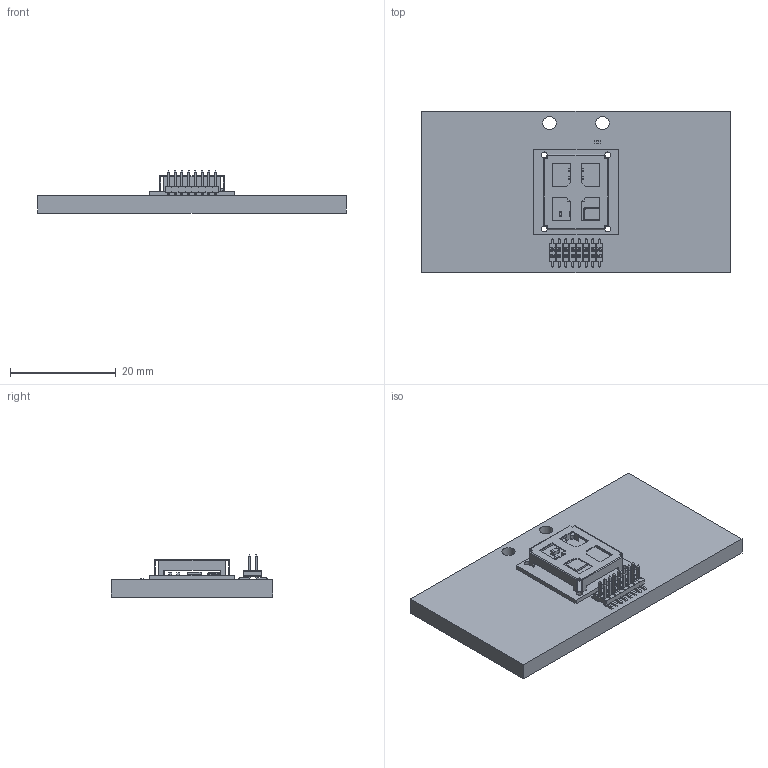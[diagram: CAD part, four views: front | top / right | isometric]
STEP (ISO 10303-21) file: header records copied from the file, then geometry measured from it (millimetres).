
FILE_DESCRIPTION(('Open CASCADE Model'),'2;1');
FILE_NAME('Open CASCADE Shape Model','2018-02-01T15:07:26',('Author'),( 'Open CASCADE'),'Open CASCADE STEP processor 6.8','Open CASCADE 6.8' ,'Unknown');
FILE_SCHEMA(('AUTOMOTIVE_DESIGN { 1 0 10303 214 1 1 1 1 }'));
Length unit declared in the file: millimetre
Products named in the file (33): PCB; Board; M1; STEP_Model_280022-004_20170420; S1; 200284-003_ShieldBox; U100; 1164010352; Sphere; 1048604392; Extruded; R101; User_Library-res0402-1; C105; User_Library-SMD_CAPACITOR0402; C106; C100; User_Library-SMD_CAPACITOR0603; C101; C102; C103; C104; R100; Y100; tsx-3225; P1; m50-3600842_asm; M50-350-MLD; M50-360-CONTACT; 0402_0_0000_R; Open_CASCADE_STEP_translator_6.2_6.1
Assembly tree (96 placements, depth 6):
  PCB
    Board
    M1
      STEP_Model_280022-004_20170420
        Board
        S1
          200284-003_ShieldBox
        U100
          1164010352  x44
            Sphere
          1048604392
            Extruded
        R101
          User_Library-res0402-1
        C105
          User_Library-SMD_CAPACITOR0402
        C106
          User_Library-SMD_CAPACITOR0402
        C100
          User_Library-SMD_CAPACITOR0603
        C101
          User_Library-SMD_CAPACITOR0402
        C102
          User_Library-SMD_CAPACITOR0402
        C103
          User_Library-SMD_CAPACITOR0402
        C104
          User_Library-SMD_CAPACITOR0402
        R100
          User_Library-res0402-1
        Y100
          tsx-3225
    P1
      m50-3600842_asm
        M50-350-MLD
        M50-360-CONTACT  x16
    R100
      0402_0_0000_R
        Open_CASCADE_STEP_translator_6.2_6.1
Bounding box: 58.2 x 30.4 x 7.95 mm (x, y, z)
Volume: 6055.9 mm3; surface area: 5558.5 mm2
Topology: 83 solids, 83 shells, 1267 faces, 3046 edges, 1832 vertices
Faces by surface type: plane 957, cylinder 186, sphere 100, torus 12, bspline 12
Full cylindrical faces by diameter (mm): 1.1 x8, 2.5 x2
Entity records: 21466 total; most frequent: CARTESIAN_POINT 3897, DIRECTION 3144, ORIENTED_EDGE 3136, EDGE_CURVE 1568, LINE 1360, VECTOR 1360, VERTEX_POINT 969, AXIS2_PLACEMENT_3D 892
